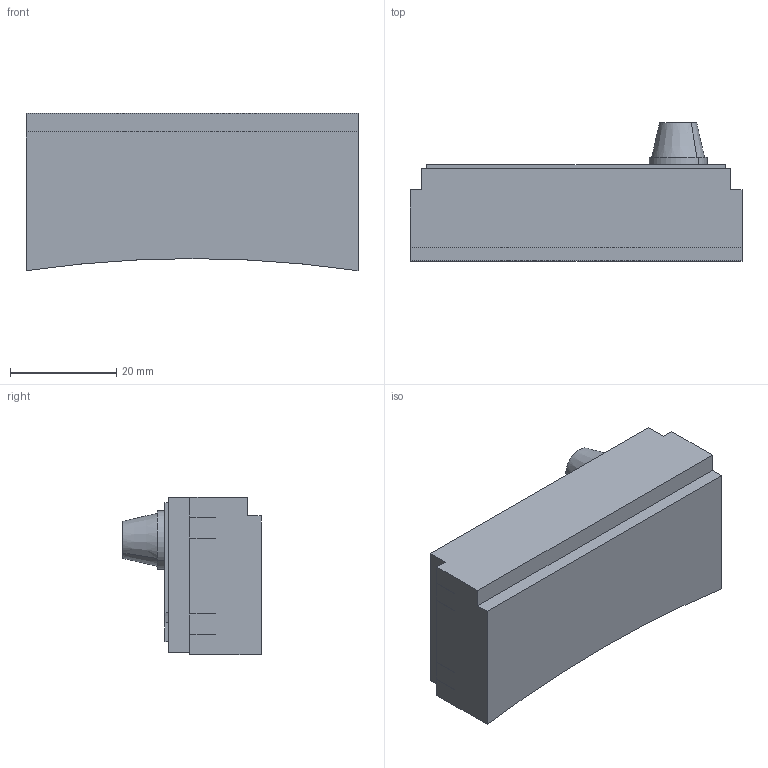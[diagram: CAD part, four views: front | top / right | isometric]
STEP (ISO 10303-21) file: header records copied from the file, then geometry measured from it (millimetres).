
FILE_DESCRIPTION (( 'STEP AP214' ), '1' );
FILE_NAME ('CFW320 IOP.STEP', '2024-09-11T00:51:13', ( '' ), ( '' ), 'SwSTEP 2.0', 'SolidWorks 2021', '' );
FILE_SCHEMA (( 'AUTOMOTIVE_DESIGN' ));
Length unit declared in the file: inch
Products named in the file (1): CFW320 IOP
Bounding box: 62.5 x 26 x 29.6 mm (x, y, z)
Volume: 30888.6 mm3; surface area: 7201.8 mm2
Topology: 1 solids, 1 shells, 91 faces, 256 edges, 168 vertices
Faces by surface type: plane 80, cylinder 8, cone 3
Entity records: 2946 total; most frequent: CARTESIAN_POINT 516, ORIENTED_EDGE 512, DIRECTION 464, EDGE_CURVE 256, LINE 232, VECTOR 232, VERTEX_POINT 168, AXIS2_PLACEMENT_3D 116
